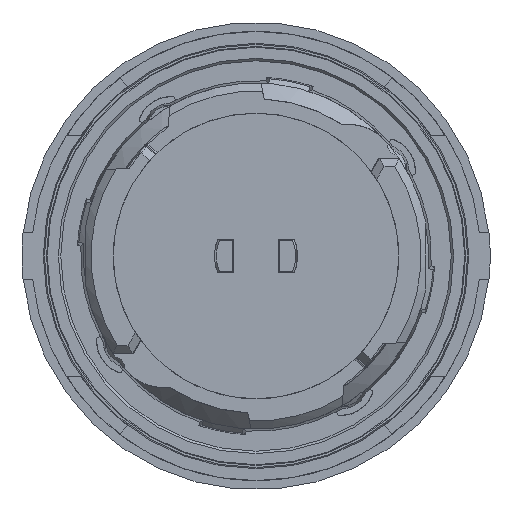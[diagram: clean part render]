
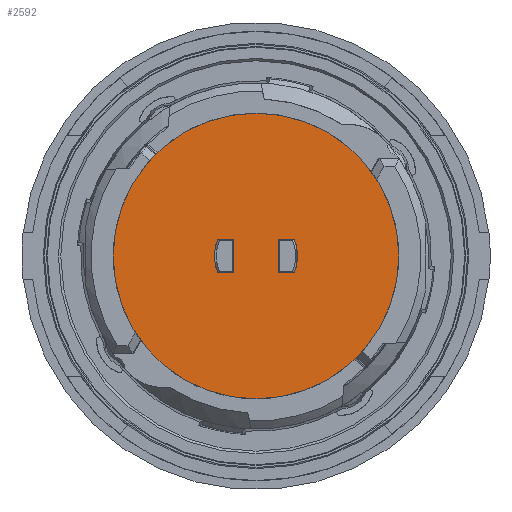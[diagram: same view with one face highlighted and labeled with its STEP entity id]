
A CAD part, front view. The second image highlights one B-rep face of the part: STEP entity #2592.
In plain terms, the highlighted planar face has unit normal (0, -1, 0).
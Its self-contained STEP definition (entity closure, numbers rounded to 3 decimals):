
#664=PLANE('',#9026);
#1551=LINE('',#14683,#2127);
#1552=LINE('',#14686,#2128);
#1553=LINE('',#14690,#2129);
#1554=LINE('',#14694,#2130);
#1555=LINE('',#14696,#2131);
#1556=LINE('',#14698,#2132);
#2127=VECTOR('',#11269,1.);
#2128=VECTOR('',#11270,1.);
#2129=VECTOR('',#11273,1.);
#2130=VECTOR('',#11276,1.);
#2131=VECTOR('',#11277,1.);
#2132=VECTOR('',#11278,1.);
#2592=ADVANCED_FACE('',(#2840,#2841,#2842),#664,.T.);
#2840=FACE_BOUND('',#3276,.T.);
#2841=FACE_BOUND('',#3277,.T.);
#2842=FACE_BOUND('',#3278,.T.);
#3276=EDGE_LOOP('',(#5260));
#3277=EDGE_LOOP('',(#5261,#5262,#5263,#5264));
#3278=EDGE_LOOP('',(#5265,#5266,#5267,#5268));
#5260=ORIENTED_EDGE('',*,*,#7560,.F.);
#5261=ORIENTED_EDGE('',*,*,#7561,.T.);
#5262=ORIENTED_EDGE('',*,*,#7562,.T.);
#5263=ORIENTED_EDGE('',*,*,#7563,.T.);
#5264=ORIENTED_EDGE('',*,*,#7564,.T.);
#5265=ORIENTED_EDGE('',*,*,#7565,.T.);
#5266=ORIENTED_EDGE('',*,*,#7566,.T.);
#5267=ORIENTED_EDGE('',*,*,#7567,.T.);
#5268=ORIENTED_EDGE('',*,*,#7568,.T.);
#6342=VERTEX_POINT('',#14681);
#6343=VERTEX_POINT('',#14684);
#6344=VERTEX_POINT('',#14685);
#6345=VERTEX_POINT('',#14687);
#6346=VERTEX_POINT('',#14689);
#6347=VERTEX_POINT('',#14692);
#6348=VERTEX_POINT('',#14693);
#6349=VERTEX_POINT('',#14695);
#6350=VERTEX_POINT('',#14697);
#7560=EDGE_CURVE('',#6342,#6342,#8130,.T.);
#7561=EDGE_CURVE('',#6343,#6344,#1551,.T.);
#7562=EDGE_CURVE('',#6344,#6345,#1552,.T.);
#7563=EDGE_CURVE('',#6345,#6346,#8131,.T.);
#7564=EDGE_CURVE('',#6346,#6343,#1553,.T.);
#7565=EDGE_CURVE('',#6347,#6348,#8132,.T.);
#7566=EDGE_CURVE('',#6348,#6349,#1554,.T.);
#7567=EDGE_CURVE('',#6349,#6350,#1555,.T.);
#7568=EDGE_CURVE('',#6350,#6347,#1556,.T.);
#8130=CIRCLE('',#9022,9.);
#8131=CIRCLE('',#9024,2.625);
#8132=CIRCLE('',#9025,2.625);
#9022=AXIS2_PLACEMENT_3D('',#14680,#11265,#11266);
#9024=AXIS2_PLACEMENT_3D('',#14688,#11271,#11272);
#9025=AXIS2_PLACEMENT_3D('',#14691,#11274,#11275);
#9026=AXIS2_PLACEMENT_3D('',#14699,#11279,#11280);
#11265=DIRECTION('',(0.,1.,0.));
#11266=DIRECTION('',(0.,0.,1.));
#11269=DIRECTION('',(0.,0.,1.));
#11270=DIRECTION('',(1.,0.,0.));
#11271=DIRECTION('',(0.,1.,0.));
#11272=DIRECTION('',(0.917,0.,-0.4));
#11273=DIRECTION('',(-1.,0.,0.));
#11274=DIRECTION('',(0.,1.,0.));
#11275=DIRECTION('',(-0.917,0.,-0.4));
#11276=DIRECTION('',(1.,0.,0.));
#11277=DIRECTION('',(0.,0.,-1.));
#11278=DIRECTION('',(-1.,0.,0.));
#11279=DIRECTION('',(0.,-1.,0.));
#11280=DIRECTION('',(-1.,0.,0.));
#14680=CARTESIAN_POINT('',(0.,-135.5,0.));
#14681=CARTESIAN_POINT('',(0.,-135.5,9.));
#14683=CARTESIAN_POINT('',(1.421,-135.5,2.775));
#14684=CARTESIAN_POINT('',(1.421,-135.5,-1.05));
#14685=CARTESIAN_POINT('',(1.421,-135.5,1.05));
#14686=CARTESIAN_POINT('',(1.203,-135.5,1.05));
#14687=CARTESIAN_POINT('',(2.406,-135.5,1.05));
#14688=CARTESIAN_POINT('',(0.,-135.5,0.));
#14689=CARTESIAN_POINT('',(2.406,-135.5,-1.05));
#14690=CARTESIAN_POINT('',(0.75,-135.5,-1.05));
#14691=CARTESIAN_POINT('',(0.,-135.5,0.));
#14692=CARTESIAN_POINT('',(-2.406,-135.5,-1.05));
#14693=CARTESIAN_POINT('',(-2.406,-135.5,1.05));
#14694=CARTESIAN_POINT('',(-1.203,-135.5,1.05));
#14695=CARTESIAN_POINT('',(-1.421,-135.5,1.05));
#14696=CARTESIAN_POINT('',(-1.421,-135.5,2.775));
#14697=CARTESIAN_POINT('',(-1.421,-135.5,-1.05));
#14698=CARTESIAN_POINT('',(-0.75,-135.5,-1.05));
#14699=CARTESIAN_POINT('',(0.,-135.5,4.5));
